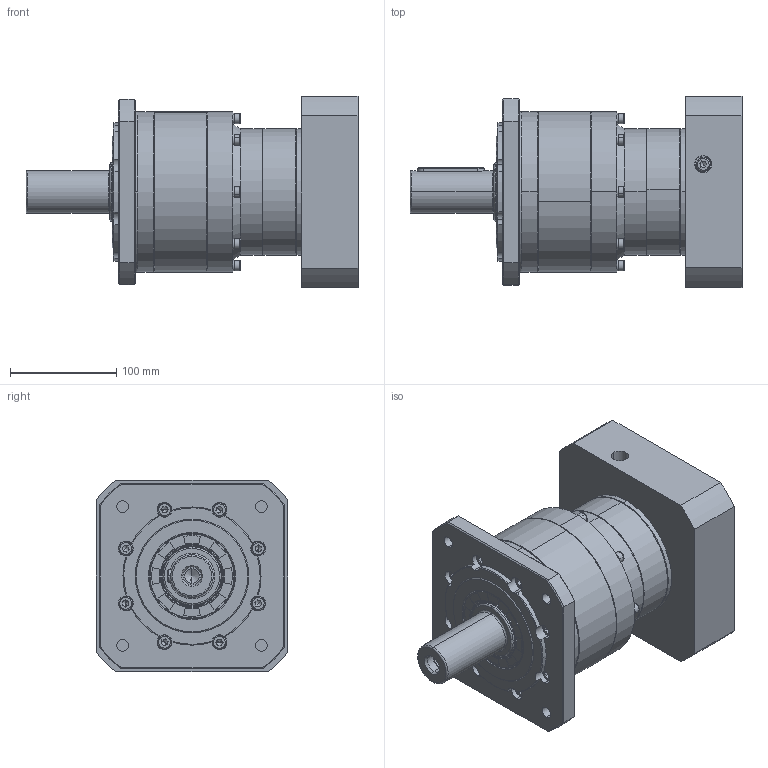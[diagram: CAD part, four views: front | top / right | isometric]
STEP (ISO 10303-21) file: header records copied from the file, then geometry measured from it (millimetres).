
FILE_DESCRIPTION (( 'STEP AP203' ), '1' );
FILE_NAME ('MYG160-L2-¦µ35-¦µ114.3-¦µ200-M12-82.STEP', '2023-03-31T00:03:15', ( '' ), ( '' ), 'SwSTEP 2.0', 'SolidWorks 2022', '' );
FILE_SCHEMA (( 'CONFIG_CONTROL_DESIGN' ));
Length unit declared in the file: millimetre
Products named in the file (20): MYF160_X2_8f9351fa7aef58f34f53_X0_; MYB142_X2_4e007ea751859f7f570858f34f53_X0__1; MYF160_X2_51859f7f5708_X0_; hexagon socket head cap screws gb_GB_FASTENER_SCREWS_HSHCS M8X35-C; MYB115-_X2_03a6_X0_35-_X2_03a6_X0_114.3-_X2_03a6_X0_200-M12-82; MYA115M_X2_8f935165592a96338f6e_X0_-35; MYB115M_X2_8f9351657aef58f34f53_X0_; MYB115_X2_8f9351656cd55170_X0_-114.3-200-M12; MYB142-L2-_X2_524d6bb5_X0_; MYA115M_X2_95017d2773af_X0_-35; 55-80-10_2; hexagon socket head cap screws gb_GB_FASTENER_SCREWS_HSHCS M6X40-C_1; plain parallel keys_GB_CONNECTING_PIECE_KEYS_CSK 12X63; MYB142-_X2_4e3b4f53_X0__1; hexagon socket head cap screws gb_GB_FASTENER_SCREWS_HSHCS M8X30-N; spring lock washers--normal type gb_GB_FASTENER_WASHER_SW 6_1; MYG160-L2-Φ35-Φ114.3-Φ200-M12-82; MYA142_X2_8f9351fa884c661f67b6_X0_; MYB142-Φ35-Φ114.3-Φ200-M12-82; hexagon socket head cap screws gb_GB_FASTENER_SCREWS_HSHCS M8X12-N
Assembly tree (45 placements, depth 5):
  MYG160-L2-Φ35-Φ114.3-Φ200-M12-82
    MYF160_X2_8f9351fa7aef58f34f53_X0_
    MYF160_X2_51859f7f5708_X0_
    MYA142_X2_8f9351fa884c661f67b6_X0_
    55-80-10_2
    plain parallel keys_GB_CONNECTING_PIECE_KEYS_CSK 12X63
    hexagon socket head cap screws gb_GB_FASTENER_SCREWS_HSHCS M8X35-C  x8
    MYB142-Φ35-Φ114.3-Φ200-M12-82
      MYB142-L2-_X2_524d6bb5_X0_
        MYB142-_X2_4e3b4f53_X0__1
          spring lock washers--normal type gb_GB_FASTENER_WASHER_SW 6_1  x8
          hexagon socket head cap screws gb_GB_FASTENER_SCREWS_HSHCS M6X40-C_1  x8
        MYB142_X2_4e007ea751859f7f570858f34f53_X0__1
      MYB115-_X2_03a6_X0_35-_X2_03a6_X0_114.3-_X2_03a6_X0_200-M12-82
        MYB115M_X2_8f9351657aef58f34f53_X0_
        MYB115_X2_8f9351656cd55170_X0_-114.3-200-M12
        MYA115M_X2_95017d2773af_X0_-35
        MYA115M_X2_8f935165592a96338f6e_X0_-35
        hexagon socket head cap screws gb_GB_FASTENER_SCREWS_HSHCS M8X30-N
        hexagon socket head cap screws gb_GB_FASTENER_SCREWS_HSHCS M8X12-N  x6
Bounding box: 312.5 x 180 x 180 mm (x, y, z)
Volume: 3620769.2 mm3; surface area: 472272.4 mm2
Topology: 41 solids, 41 shells, 1197 faces, 2819 edges, 1739 vertices
Faces by surface type: plane 523, cylinder 375, cone 192, torus 101, bspline 6
Entity records: 25151 total; most frequent: CARTESIAN_POINT 6372, DIRECTION 3657, ORIENTED_EDGE 3138, EDGE_CURVE 1569, AXIS2_PLACEMENT_3D 1509, VERTEX_POINT 1000, CIRCLE 811, EDGE_LOOP 773
